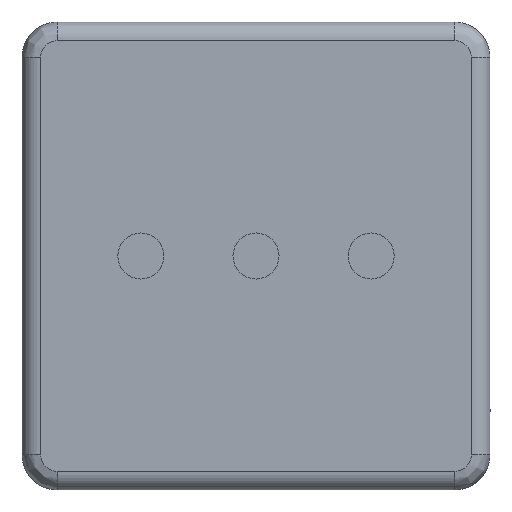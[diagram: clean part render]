
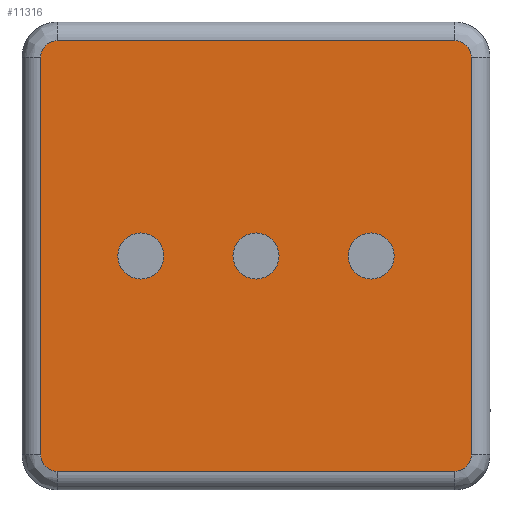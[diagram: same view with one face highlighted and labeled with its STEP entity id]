
A CAD part, front view. The second image highlights one B-rep face of the part: STEP entity #11316.
In plain terms, the highlighted planar face has unit normal (0, -1, 0).
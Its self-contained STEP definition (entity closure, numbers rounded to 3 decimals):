
#71 = VERTEX_POINT ( 'NONE', #29784 ) ;
#410 = VERTEX_POINT ( 'NONE', #9570 ) ;
#649 =( BOUNDED_CURVE ( )  B_SPLINE_CURVE ( 3, ( #10164, #12717, #21756, #5630 ),
 .UNSPECIFIED., .F., .F. ) 
 B_SPLINE_CURVE_WITH_KNOTS ( ( 4, 4 ),
 ( 0., 1. ),
 .UNSPECIFIED. ) 
 CURVE ( )  GEOMETRIC_REPRESENTATION_ITEM ( )  RATIONAL_B_SPLINE_CURVE ( ( 1., 0.805, 0.805, 1. ) ) 
 REPRESENTATION_ITEM ( '' )  );
#1276 = VERTEX_POINT ( 'NONE', #28871 ) ;
#1356 = DIRECTION ( 'NONE',  ( 0., 0., 1. ) ) ;
#1509 = LINE ( 'NONE', #22242, #23564 ) ;
#1536 = CARTESIAN_POINT ( 'NONE',  ( -5.309, 219.442, 42.417 ) ) ;
#1555 = LINE ( 'NONE', #5717, #29506 ) ;
#1730 = ORIENTED_EDGE ( 'NONE', *, *, #28838, .F. ) ;
#1869 = VECTOR ( 'NONE', #28649, 1000. ) ;
#2139 = VECTOR ( 'NONE', #3426, 1000. ) ;
#2261 = CARTESIAN_POINT ( 'NONE',  ( -14.399, 219.442, 19.049 ) ) ;
#2388 = CIRCLE ( 'NONE', #15970, 2.5 ) ;
#2532 = AXIS2_PLACEMENT_3D ( 'NONE', #10962, #24712, #29469 ) ;
#3426 = DIRECTION ( 'NONE',  ( -1., 0., 0. ) ) ;
#3840 = DIRECTION ( 'NONE',  ( 0., 0., -1. ) ) ;
#4250 = FACE_BOUND ( 'NONE', #16557, .T. ) ;
#4802 = CARTESIAN_POINT ( 'NONE',  ( 7.191, 219.442, 42.417 ) ) ;
#5127 = CARTESIAN_POINT ( 'NONE',  ( 28.781, 219.442, 19.049 ) ) ;
#5594 = EDGE_CURVE ( 'NONE', #26199, #26199, #2388, .T. ) ;
#5630 = CARTESIAN_POINT ( 'NONE',  ( 28.781, 219.442, 19.049 ) ) ;
#5717 = CARTESIAN_POINT ( 'NONE',  ( -18.209, 219.442, 65.785 ) ) ;
#5857 = CARTESIAN_POINT ( 'NONE',  ( -16.177, 219.442, 64.007 ) ) ;
#5918 = LINE ( 'NONE', #17299, #1869 ) ;
#7130 = FACE_BOUND ( 'NONE', #7265, .T. ) ;
#7265 = EDGE_LOOP ( 'NONE', ( #14463 ) ) ;
#8244 = VERTEX_POINT ( 'NONE', #12473 ) ;
#9568 = ORIENTED_EDGE ( 'NONE', *, *, #12500, .F. ) ;
#9570 = CARTESIAN_POINT ( 'NONE',  ( -16.177, 219.442, 64.007 ) ) ;
#9720 = CARTESIAN_POINT ( 'NONE',  ( 30.559, 219.442, 64.007 ) ) ;
#10164 = CARTESIAN_POINT ( 'NONE',  ( 30.559, 219.442, 20.827 ) ) ;
#10882 = ORIENTED_EDGE ( 'NONE', *, *, #17711, .F. ) ;
#10962 = CARTESIAN_POINT ( 'NONE',  ( 19.691, 219.442, 42.417 ) ) ;
#11223 = CARTESIAN_POINT ( 'NONE',  ( -15.441, 219.442, 19.049 ) ) ;
#11316 = ADVANCED_FACE ( 'NONE', ( #15791, #4250, #16093, #7130 ), #28050, .F. ) ;
#11348 = EDGE_CURVE ( 'NONE', #23532, #29425, #24617, .T. ) ;
#12473 = CARTESIAN_POINT ( 'NONE',  ( 30.559, 219.442, 20.827 ) ) ;
#12497 = CARTESIAN_POINT ( 'NONE',  ( -15.441, 219.442, 65.785 ) ) ;
#12500 = EDGE_CURVE ( 'NONE', #29425, #410, #1509, .T. ) ;
#12717 = CARTESIAN_POINT ( 'NONE',  ( 30.559, 219.442, 19.786 ) ) ;
#12731 = CARTESIAN_POINT ( 'NONE',  ( 29.822, 219.442, 65.785 ) ) ;
#12774 = EDGE_LOOP ( 'NONE', ( #16316 ) ) ;
#13393 = EDGE_CURVE ( 'NONE', #13613, #1276, #1555, .T. ) ;
#13613 = VERTEX_POINT ( 'NONE', #29835 ) ;
#14039 = DIRECTION ( 'NONE',  ( 0., 0., -1. ) ) ;
#14463 = ORIENTED_EDGE ( 'NONE', *, *, #5594, .F. ) ;
#14777 = CARTESIAN_POINT ( 'NONE',  ( -14.399, 219.442, 65.785 ) ) ;
#15123 = VERTEX_POINT ( 'NONE', #21878 ) ;
#15713 = EDGE_CURVE ( 'NONE', #28643, #23532, #29353, .T. ) ;
#15791 = FACE_OUTER_BOUND ( 'NONE', #23868, .T. ) ;
#15970 = AXIS2_PLACEMENT_3D ( 'NONE', #4802, #18169, #14039 ) ;
#16093 = FACE_BOUND ( 'NONE', #12774, .T. ) ;
#16165 = AXIS2_PLACEMENT_3D ( 'NONE', #1536, #27021, #3840 ) ;
#16316 = ORIENTED_EDGE ( 'NONE', *, *, #17033, .F. ) ;
#16361 = VERTEX_POINT ( 'NONE', #27552 ) ;
#16557 = EDGE_LOOP ( 'NONE', ( #1730 ) ) ;
#17033 = EDGE_CURVE ( 'NONE', #16361, #16361, #18103, .T. ) ;
#17113 = CIRCLE ( 'NONE', #2532, 2.5 ) ;
#17299 = CARTESIAN_POINT ( 'NONE',  ( 30.559, 219.442, 67.817 ) ) ;
#17711 = EDGE_CURVE ( 'NONE', #8244, #28643, #649, .T. ) ;
#18098 = ORIENTED_EDGE ( 'NONE', *, *, #15713, .F. ) ;
#18103 = CIRCLE ( 'NONE', #16165, 2.5 ) ;
#18169 = DIRECTION ( 'NONE',  ( 0., -1., 0. ) ) ;
#19272 = ORIENTED_EDGE ( 'NONE', *, *, #11348, .F. ) ;
#20691 = DIRECTION ( 'NONE',  ( 0., 0., 1. ) ) ;
#20994 = CARTESIAN_POINT ( 'NONE',  ( -16.177, 219.442, 20.827 ) ) ;
#21756 = CARTESIAN_POINT ( 'NONE',  ( 29.822, 219.442, 19.049 ) ) ;
#21770 = CARTESIAN_POINT ( 'NONE',  ( 28.781, 219.442, 65.785 ) ) ;
#21878 = CARTESIAN_POINT ( 'NONE',  ( 19.691, 219.442, 39.917 ) ) ;
#22072 = ORIENTED_EDGE ( 'NONE', *, *, #13393, .F. ) ;
#22144 = DIRECTION ( 'NONE',  ( 1., 0., 0. ) ) ;
#22242 = CARTESIAN_POINT ( 'NONE',  ( -16.177, 219.442, 67.817 ) ) ;
#22284 = CARTESIAN_POINT ( 'NONE',  ( -14.399, 219.442, 19.049 ) ) ;
#22470 = ORIENTED_EDGE ( 'NONE', *, *, #30194, .F. ) ;
#23532 = VERTEX_POINT ( 'NONE', #22284 ) ;
#23564 = VECTOR ( 'NONE', #1356, 1000. ) ;
#23868 = EDGE_LOOP ( 'NONE', ( #22470, #9568, #19272, #18098, #10882, #27746, #29001, #22072 ) ) ;
#24027 = EDGE_CURVE ( 'NONE', #1276, #71, #25220, .T. ) ;
#24310 = CARTESIAN_POINT ( 'NONE',  ( -18.209, 219.442, 19.049 ) ) ;
#24617 =( BOUNDED_CURVE ( )  B_SPLINE_CURVE ( 3, ( #2261, #11223, #25575, #20994 ),
 .UNSPECIFIED., .F., .F. ) 
 B_SPLINE_CURVE_WITH_KNOTS ( ( 4, 4 ),
 ( 0., 1. ),
 .UNSPECIFIED. ) 
 CURVE ( )  GEOMETRIC_REPRESENTATION_ITEM ( )  RATIONAL_B_SPLINE_CURVE ( ( 1., 0.805, 0.805, 1. ) ) 
 REPRESENTATION_ITEM ( '' )  );
#24712 = DIRECTION ( 'NONE',  ( 0., -1., 0. ) ) ;
#24974 = AXIS2_PLACEMENT_3D ( 'NONE', #25120, #27898, #20691 ) ;
#25120 = CARTESIAN_POINT ( 'NONE',  ( -18.209, 219.442, 67.817 ) ) ;
#25220 =( BOUNDED_CURVE ( )  B_SPLINE_CURVE ( 3, ( #21770, #12731, #28815, #9720 ),
 .UNSPECIFIED., .F., .F. ) 
 B_SPLINE_CURVE_WITH_KNOTS ( ( 4, 4 ),
 ( 0., 1. ),
 .UNSPECIFIED. ) 
 CURVE ( )  GEOMETRIC_REPRESENTATION_ITEM ( )  RATIONAL_B_SPLINE_CURVE ( ( 1., 0.805, 0.805, 1. ) ) 
 REPRESENTATION_ITEM ( '' )  );
#25575 = CARTESIAN_POINT ( 'NONE',  ( -16.177, 219.442, 19.786 ) ) ;
#26037 = CARTESIAN_POINT ( 'NONE',  ( -16.177, 219.442, 20.827 ) ) ;
#26111 = EDGE_CURVE ( 'NONE', #71, #8244, #5918, .T. ) ;
#26199 = VERTEX_POINT ( 'NONE', #28657 ) ;
#26280 = CARTESIAN_POINT ( 'NONE',  ( -16.177, 219.442, 65.049 ) ) ;
#27021 = DIRECTION ( 'NONE',  ( 0., -1., 0. ) ) ;
#27552 = CARTESIAN_POINT ( 'NONE',  ( -5.309, 219.442, 39.917 ) ) ;
#27746 = ORIENTED_EDGE ( 'NONE', *, *, #26111, .F. ) ;
#27898 = DIRECTION ( 'NONE',  ( 0., 1., 0. ) ) ;
#28050 = PLANE ( 'NONE',  #24974 ) ;
#28383 =( BOUNDED_CURVE ( )  B_SPLINE_CURVE ( 3, ( #5857, #26280, #12497, #14777 ),
 .UNSPECIFIED., .F., .F. ) 
 B_SPLINE_CURVE_WITH_KNOTS ( ( 4, 4 ),
 ( 0., 1. ),
 .UNSPECIFIED. ) 
 CURVE ( )  GEOMETRIC_REPRESENTATION_ITEM ( )  RATIONAL_B_SPLINE_CURVE ( ( 1., 0.805, 0.805, 1. ) ) 
 REPRESENTATION_ITEM ( '' )  );
#28643 = VERTEX_POINT ( 'NONE', #5127 ) ;
#28649 = DIRECTION ( 'NONE',  ( 0., 0., -1. ) ) ;
#28657 = CARTESIAN_POINT ( 'NONE',  ( 7.191, 219.442, 39.917 ) ) ;
#28815 = CARTESIAN_POINT ( 'NONE',  ( 30.559, 219.442, 65.049 ) ) ;
#28838 = EDGE_CURVE ( 'NONE', #15123, #15123, #17113, .T. ) ;
#28871 = CARTESIAN_POINT ( 'NONE',  ( 28.781, 219.442, 65.785 ) ) ;
#29001 = ORIENTED_EDGE ( 'NONE', *, *, #24027, .F. ) ;
#29353 = LINE ( 'NONE', #24310, #2139 ) ;
#29425 = VERTEX_POINT ( 'NONE', #26037 ) ;
#29469 = DIRECTION ( 'NONE',  ( 0., 0., -1. ) ) ;
#29506 = VECTOR ( 'NONE', #22144, 1000. ) ;
#29784 = CARTESIAN_POINT ( 'NONE',  ( 30.559, 219.442, 64.007 ) ) ;
#29835 = CARTESIAN_POINT ( 'NONE',  ( -14.399, 219.442, 65.785 ) ) ;
#30194 = EDGE_CURVE ( 'NONE', #410, #13613, #28383, .T. ) ;
